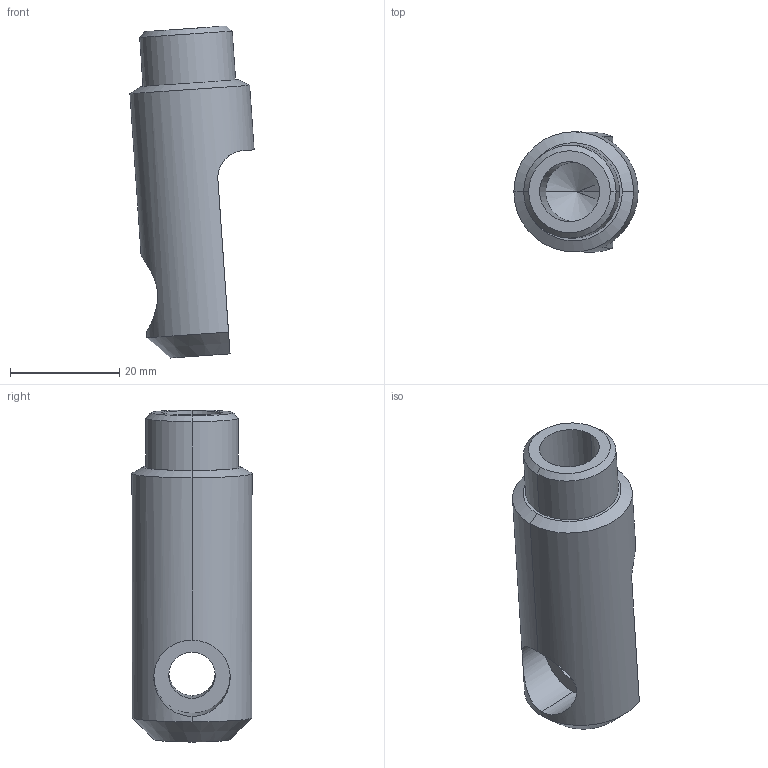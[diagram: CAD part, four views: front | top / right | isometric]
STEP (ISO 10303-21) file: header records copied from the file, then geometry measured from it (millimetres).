
FILE_DESCRIPTION (( 'STEP AP214' ), '1' );
FILE_NAME ('Boucle R100 V3.STEP', '2018-01-07T15:13:26', ( '' ), ( '' ), 'SwSTEP 2.0', 'SolidWorks 2017', '' );
FILE_SCHEMA (( 'AUTOMOTIVE_DESIGN' ));
Length unit declared in the file: millimetre
Products named in the file (1): Boucle R100 V3
Bounding box: 22.77 x 22 x 60.86 mm (x, y, z)
Volume: 13957.7 mm3; surface area: 5209.5 mm2
Topology: 1 solids, 1 shells, 24 faces, 55 edges, 33 vertices
Faces by surface type: cylinder 11, cone 7, plane 6
Entity records: 836 total; most frequent: CARTESIAN_POINT 255, DIRECTION 122, ORIENTED_EDGE 106, EDGE_CURVE 53, AXIS2_PLACEMENT_3D 50, VERTEX_POINT 33, EDGE_LOOP 28, CIRCLE 25
